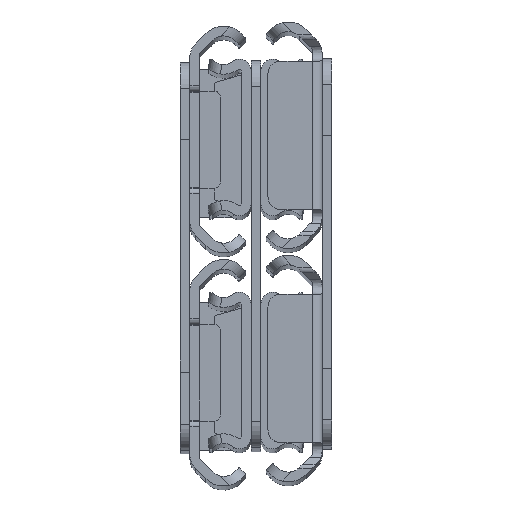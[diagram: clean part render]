
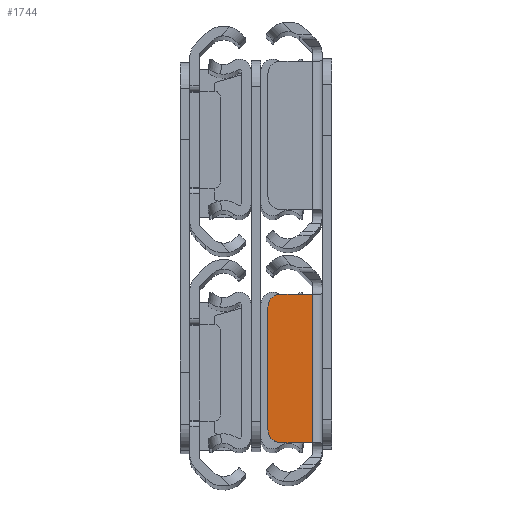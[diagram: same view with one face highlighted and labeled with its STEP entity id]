
A CAD part, top view. The second image highlights one B-rep face of the part: STEP entity #1744.
In plain terms, the highlighted face is planar.
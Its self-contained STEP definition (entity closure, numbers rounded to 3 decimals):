
#61 = CARTESIAN_POINT ( 'NONE',  ( 1.5, 11.5, -355.6 ) ) ;
#217 = EDGE_CURVE ( 'NONE', #1000, #3519, #3541, .T. ) ;
#281 = CARTESIAN_POINT ( 'NONE',  ( 0., -11.5, -355.6 ) ) ;
#405 = EDGE_CURVE ( 'NONE', #989, #1810, #715, .T. ) ;
#627 = DIRECTION ( 'NONE',  ( 0., 0., -1. ) ) ;
#715 = CIRCLE ( 'NONE', #1731, 2. ) ;
#730 = CARTESIAN_POINT ( 'NONE',  ( 4.9, 11.5, -355.6 ) ) ;
#734 = CARTESIAN_POINT ( 'NONE',  ( 6.9, -11.5, -355.6 ) ) ;
#989 = VERTEX_POINT ( 'NONE', #4401 ) ;
#1000 = VERTEX_POINT ( 'NONE', #730 ) ;
#1032 = VECTOR ( 'NONE', #1403, 1000. ) ;
#1079 = DIRECTION ( 'NONE',  ( 0., 1., 0. ) ) ;
#1161 = DIRECTION ( 'NONE',  ( 0., 0., 1. ) ) ;
#1355 = CARTESIAN_POINT ( 'NONE',  ( 4.9, 9.5, -355.6 ) ) ;
#1403 = DIRECTION ( 'NONE',  ( -1., 0., 0. ) ) ;
#1731 = AXIS2_PLACEMENT_3D ( 'NONE', #6200, #627, #2389 ) ;
#1744 = ADVANCED_FACE ( 'NONE', ( #7275 ), #2239, .F. ) ;
#1810 = VERTEX_POINT ( 'NONE', #6057 ) ;
#1989 = DIRECTION ( 'NONE',  ( 0., 0., -1. ) ) ;
#2009 = EDGE_CURVE ( 'NONE', #7512, #7472, #2280, .T. ) ;
#2239 = PLANE ( 'NONE',  #7953 ) ;
#2280 = LINE ( 'NONE', #4142, #2649 ) ;
#2389 = DIRECTION ( 'NONE',  ( 1., 0., 0. ) ) ;
#2488 = LINE ( 'NONE', #3177, #1032 ) ;
#2614 = EDGE_CURVE ( 'NONE', #989, #3519, #7042, .T. ) ;
#2641 = DIRECTION ( 'NONE',  ( 1., 0., 0. ) ) ;
#2649 = VECTOR ( 'NONE', #1079, 1000. ) ;
#2795 = ORIENTED_EDGE ( 'NONE', *, *, #3966, .T. ) ;
#3124 = ORIENTED_EDGE ( 'NONE', *, *, #2009, .T. ) ;
#3177 = CARTESIAN_POINT ( 'NONE',  ( 1.5, -11.5, -355.6 ) ) ;
#3519 = VERTEX_POINT ( 'NONE', #7097 ) ;
#3541 = CIRCLE ( 'NONE', #5090, 2. ) ;
#3707 = CARTESIAN_POINT ( 'NONE',  ( 0., 11.5, -355.6 ) ) ;
#3759 = EDGE_LOOP ( 'NONE', ( #5413, #3124, #2795, #7284, #3777, #7616 ) ) ;
#3777 = ORIENTED_EDGE ( 'NONE', *, *, #2614, .F. ) ;
#3966 = EDGE_CURVE ( 'NONE', #7472, #1000, #6804, .T. ) ;
#4077 = VECTOR ( 'NONE', #4611, 1000. ) ;
#4142 = CARTESIAN_POINT ( 'NONE',  ( 0., 11.5, -355.6 ) ) ;
#4145 = CARTESIAN_POINT ( 'NONE',  ( 1.5, 12.665, -355.6 ) ) ;
#4401 = CARTESIAN_POINT ( 'NONE',  ( 6.9, -9.5, -355.6 ) ) ;
#4611 = DIRECTION ( 'NONE',  ( 0., 1., 0. ) ) ;
#4983 = DIRECTION ( 'NONE',  ( 1., 0., 0. ) ) ;
#5090 = AXIS2_PLACEMENT_3D ( 'NONE', #1355, #1989, #2641 ) ;
#5413 = ORIENTED_EDGE ( 'NONE', *, *, #7397, .T. ) ;
#6057 = CARTESIAN_POINT ( 'NONE',  ( 4.9, -11.5, -355.6 ) ) ;
#6200 = CARTESIAN_POINT ( 'NONE',  ( 4.9, -9.5, -355.6 ) ) ;
#6559 = VECTOR ( 'NONE', #4983, 1000. ) ;
#6804 = LINE ( 'NONE', #61, #6559 ) ;
#7042 = LINE ( 'NONE', #734, #4077 ) ;
#7097 = CARTESIAN_POINT ( 'NONE',  ( 6.9, 9.5, -355.6 ) ) ;
#7275 = FACE_OUTER_BOUND ( 'NONE', #3759, .T. ) ;
#7284 = ORIENTED_EDGE ( 'NONE', *, *, #217, .T. ) ;
#7397 = EDGE_CURVE ( 'NONE', #1810, #7512, #2488, .T. ) ;
#7472 = VERTEX_POINT ( 'NONE', #3707 ) ;
#7512 = VERTEX_POINT ( 'NONE', #281 ) ;
#7616 = ORIENTED_EDGE ( 'NONE', *, *, #405, .T. ) ;
#7953 = AXIS2_PLACEMENT_3D ( 'NONE', #4145, #1161, #7954 ) ;
#7954 = DIRECTION ( 'NONE',  ( 1., 0., 0. ) ) ;
